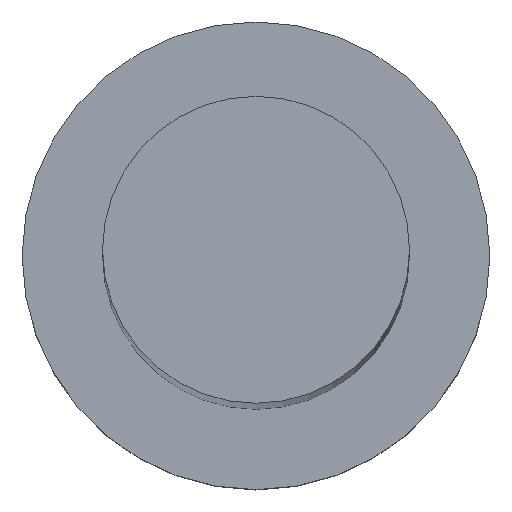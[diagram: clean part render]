
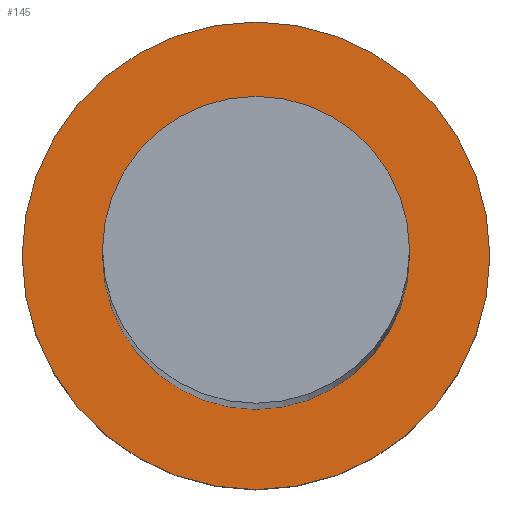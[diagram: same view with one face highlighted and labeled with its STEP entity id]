
A CAD part, top view. The second image highlights one B-rep face of the part: STEP entity #145.
In plain terms, the highlighted planar face has unit normal (0, 0, 1).
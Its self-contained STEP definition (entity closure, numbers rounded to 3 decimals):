
#15 = CARTESIAN_POINT ( 'NONE',  ( 8., 0., 6.5 ) ) ;
#16 = DIRECTION ( 'NONE',  ( 1., 0., 0. ) ) ;
#26 = AXIS2_PLACEMENT_3D ( 'NONE', #132, #174, #248 ) ;
#31 = CIRCLE ( 'NONE', #26, 8. ) ;
#39 = EDGE_CURVE ( 'NONE', #244, #129, #82, .T. ) ;
#40 = AXIS2_PLACEMENT_3D ( 'NONE', #131, #55, #90 ) ;
#44 = ORIENTED_EDGE ( 'NONE', *, *, #39, .T. ) ;
#47 = ORIENTED_EDGE ( 'NONE', *, *, #83, .T. ) ;
#51 = CARTESIAN_POINT ( 'NONE',  ( 0., 0., 6.5 ) ) ;
#55 = DIRECTION ( 'NONE',  ( 0., 0., 1. ) ) ;
#70 = CIRCLE ( 'NONE', #217, 5.25 ) ;
#75 = FACE_OUTER_BOUND ( 'NONE', #205, .T. ) ;
#82 = CIRCLE ( 'NONE', #227, 8. ) ;
#83 = EDGE_CURVE ( 'NONE', #129, #244, #31, .T. ) ;
#89 = CIRCLE ( 'NONE', #191, 5.25 ) ;
#90 = DIRECTION ( 'NONE',  ( 1., 0., 0. ) ) ;
#111 = DIRECTION ( 'NONE',  ( 0., 0., 1. ) ) ;
#112 = EDGE_CURVE ( 'NONE', #229, #247, #70, .T. ) ;
#117 = CARTESIAN_POINT ( 'NONE',  ( -8., 0., 6.5 ) ) ;
#129 = VERTEX_POINT ( 'NONE', #15 ) ;
#131 = CARTESIAN_POINT ( 'NONE',  ( 0., 0., 6.5 ) ) ;
#132 = CARTESIAN_POINT ( 'NONE',  ( 0., 0., 6.5 ) ) ;
#145 = ADVANCED_FACE ( 'NONE', ( #156, #75 ), #250, .T. ) ;
#147 = ORIENTED_EDGE ( 'NONE', *, *, #112, .F. ) ;
#149 = EDGE_LOOP ( 'NONE', ( #147, #243 ) ) ;
#152 = CARTESIAN_POINT ( 'NONE',  ( 0., 0., 6.5 ) ) ;
#156 = FACE_BOUND ( 'NONE', #149, .T. ) ;
#157 = CARTESIAN_POINT ( 'NONE',  ( 0., 0., 6.5 ) ) ;
#174 = DIRECTION ( 'NONE',  ( 0., 0., 1. ) ) ;
#189 = DIRECTION ( 'NONE',  ( 1., 0., 0. ) ) ;
#191 = AXIS2_PLACEMENT_3D ( 'NONE', #157, #196, #202 ) ;
#195 = DIRECTION ( 'NONE',  ( 0., 0., 1. ) ) ;
#196 = DIRECTION ( 'NONE',  ( 0., 0., 1. ) ) ;
#197 = CARTESIAN_POINT ( 'NONE',  ( 5.25, 0., 6.5 ) ) ;
#202 = DIRECTION ( 'NONE',  ( 1., 0., 0. ) ) ;
#205 = EDGE_LOOP ( 'NONE', ( #44, #47 ) ) ;
#217 = AXIS2_PLACEMENT_3D ( 'NONE', #51, #111, #189 ) ;
#220 = CARTESIAN_POINT ( 'NONE',  ( -5.25, 0., 6.5 ) ) ;
#227 = AXIS2_PLACEMENT_3D ( 'NONE', #152, #195, #16 ) ;
#229 = VERTEX_POINT ( 'NONE', #220 ) ;
#237 = EDGE_CURVE ( 'NONE', #247, #229, #89, .T. ) ;
#243 = ORIENTED_EDGE ( 'NONE', *, *, #237, .F. ) ;
#244 = VERTEX_POINT ( 'NONE', #117 ) ;
#247 = VERTEX_POINT ( 'NONE', #197 ) ;
#248 = DIRECTION ( 'NONE',  ( 1., 0., 0. ) ) ;
#250 = PLANE ( 'NONE',  #40 ) ;
